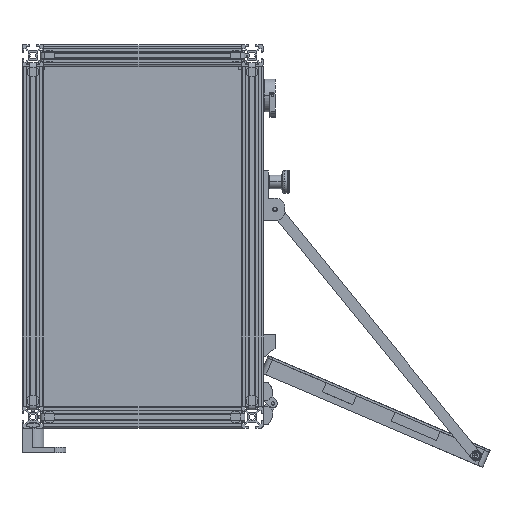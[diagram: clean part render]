
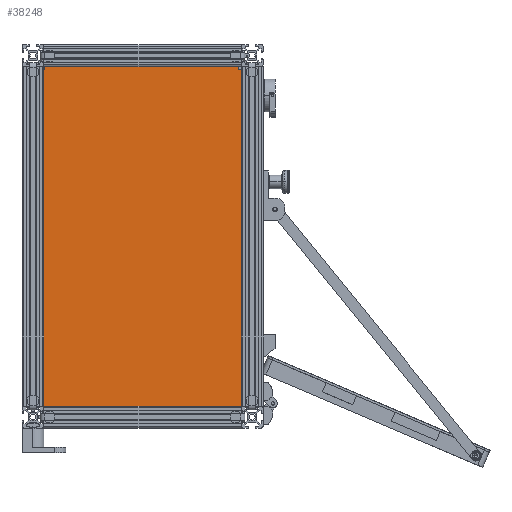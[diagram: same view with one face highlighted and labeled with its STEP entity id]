
A CAD part, left-side view. The second image highlights one B-rep face of the part: STEP entity #38248.
In plain terms, the highlighted face is planar.
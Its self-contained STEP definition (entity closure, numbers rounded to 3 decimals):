
#38025=DIRECTION('',(-1.,0.,0.));
#38026=VECTOR('',#38025,307.3);
#38027=CARTESIAN_POINT('',(153.65,0.,-93.75));
#38028=LINE('',#38027,#38026);
#38029=DIRECTION('',(0.,0.,1.));
#38030=VECTOR('',#38029,5.1);
#38031=CARTESIAN_POINT('',(-153.65,0.,-93.75));
#38032=LINE('',#38031,#38030);
#38033=DIRECTION('',(-1.,0.,0.));
#38034=VECTOR('',#38033,5.1);
#38035=CARTESIAN_POINT('',(-153.65,0.,-88.65));
#38036=LINE('',#38035,#38034);
#38037=DIRECTION('',(0.,0.,1.));
#38038=VECTOR('',#38037,177.3);
#38039=CARTESIAN_POINT('',(-158.75,0.,-88.65));
#38040=LINE('',#38039,#38038);
#38041=DIRECTION('',(1.,0.,0.));
#38042=VECTOR('',#38041,5.1);
#38043=CARTESIAN_POINT('',(-158.75,0.,88.65));
#38044=LINE('',#38043,#38042);
#38045=DIRECTION('',(0.,0.,1.));
#38046=VECTOR('',#38045,5.1);
#38047=CARTESIAN_POINT('',(-153.65,0.,88.65));
#38048=LINE('',#38047,#38046);
#38049=DIRECTION('',(1.,0.,0.));
#38050=VECTOR('',#38049,307.3);
#38051=CARTESIAN_POINT('',(-153.65,0.,93.75));
#38052=LINE('',#38051,#38050);
#38053=DIRECTION('',(0.,0.,-1.));
#38054=VECTOR('',#38053,5.1);
#38055=CARTESIAN_POINT('',(153.65,0.,93.75));
#38056=LINE('',#38055,#38054);
#38057=DIRECTION('',(1.,0.,0.));
#38058=VECTOR('',#38057,5.1);
#38059=CARTESIAN_POINT('',(153.65,0.,88.65));
#38060=LINE('',#38059,#38058);
#38061=DIRECTION('',(0.,0.,-1.));
#38062=VECTOR('',#38061,177.3);
#38063=CARTESIAN_POINT('',(158.75,0.,88.65));
#38064=LINE('',#38063,#38062);
#38065=DIRECTION('',(-1.,0.,0.));
#38066=VECTOR('',#38065,5.1);
#38067=CARTESIAN_POINT('',(158.75,0.,-88.65));
#38068=LINE('',#38067,#38066);
#38069=DIRECTION('',(0.,0.,-1.));
#38070=VECTOR('',#38069,5.1);
#38071=CARTESIAN_POINT('',(153.65,0.,-88.65));
#38072=LINE('',#38071,#38070);
#38169=CARTESIAN_POINT('',(153.65,0.,-93.75));
#38170=CARTESIAN_POINT('',(-153.65,0.,-93.75));
#38171=VERTEX_POINT('',#38169);
#38172=VERTEX_POINT('',#38170);
#38173=CARTESIAN_POINT('',(-153.65,0.,-88.65));
#38174=VERTEX_POINT('',#38173);
#38175=CARTESIAN_POINT('',(-158.75,0.,-88.65));
#38176=VERTEX_POINT('',#38175);
#38177=CARTESIAN_POINT('',(-158.75,0.,88.65));
#38178=VERTEX_POINT('',#38177);
#38179=CARTESIAN_POINT('',(-153.65,0.,88.65));
#38180=VERTEX_POINT('',#38179);
#38181=CARTESIAN_POINT('',(-153.65,0.,93.75));
#38182=VERTEX_POINT('',#38181);
#38183=CARTESIAN_POINT('',(153.65,0.,93.75));
#38184=VERTEX_POINT('',#38183);
#38185=CARTESIAN_POINT('',(153.65,0.,88.65));
#38186=VERTEX_POINT('',#38185);
#38187=CARTESIAN_POINT('',(158.75,0.,88.65));
#38188=VERTEX_POINT('',#38187);
#38189=CARTESIAN_POINT('',(158.75,0.,-88.65));
#38190=VERTEX_POINT('',#38189);
#38191=CARTESIAN_POINT('',(153.65,0.,-88.65));
#38192=VERTEX_POINT('',#38191);
#38217=CARTESIAN_POINT('',(0.,0.,0.));
#38218=DIRECTION('',(0.,1.,0.));
#38219=DIRECTION('',(1.,0.,0.));
#38220=AXIS2_PLACEMENT_3D('',#38217,#38218,#38219);
#38221=PLANE('',#38220);
#38223=ORIENTED_EDGE('',*,*,#38222,.T.);
#38225=ORIENTED_EDGE('',*,*,#38224,.T.);
#38227=ORIENTED_EDGE('',*,*,#38226,.T.);
#38229=ORIENTED_EDGE('',*,*,#38228,.T.);
#38231=ORIENTED_EDGE('',*,*,#38230,.T.);
#38233=ORIENTED_EDGE('',*,*,#38232,.T.);
#38235=ORIENTED_EDGE('',*,*,#38234,.T.);
#38237=ORIENTED_EDGE('',*,*,#38236,.T.);
#38239=ORIENTED_EDGE('',*,*,#38238,.T.);
#38241=ORIENTED_EDGE('',*,*,#38240,.T.);
#38243=ORIENTED_EDGE('',*,*,#38242,.T.);
#38245=ORIENTED_EDGE('',*,*,#38244,.T.);
#38246=EDGE_LOOP('',(#38223,#38225,#38227,#38229,#38231,#38233,#38235,#38237,
#38239,#38241,#38243,#38245));
#38247=FACE_OUTER_BOUND('',#38246,.F.);
#38248=ADVANCED_FACE('',(#38247),#38221,.F.);
#38222=EDGE_CURVE('',#38171,#38172,#38028,.T.);
#38224=EDGE_CURVE('',#38172,#38174,#38032,.T.);
#38226=EDGE_CURVE('',#38174,#38176,#38036,.T.);
#38228=EDGE_CURVE('',#38176,#38178,#38040,.T.);
#38230=EDGE_CURVE('',#38178,#38180,#38044,.T.);
#38232=EDGE_CURVE('',#38180,#38182,#38048,.T.);
#38234=EDGE_CURVE('',#38182,#38184,#38052,.T.);
#38236=EDGE_CURVE('',#38184,#38186,#38056,.T.);
#38238=EDGE_CURVE('',#38186,#38188,#38060,.T.);
#38240=EDGE_CURVE('',#38188,#38190,#38064,.T.);
#38242=EDGE_CURVE('',#38190,#38192,#38068,.T.);
#38244=EDGE_CURVE('',#38192,#38171,#38072,.T.);
